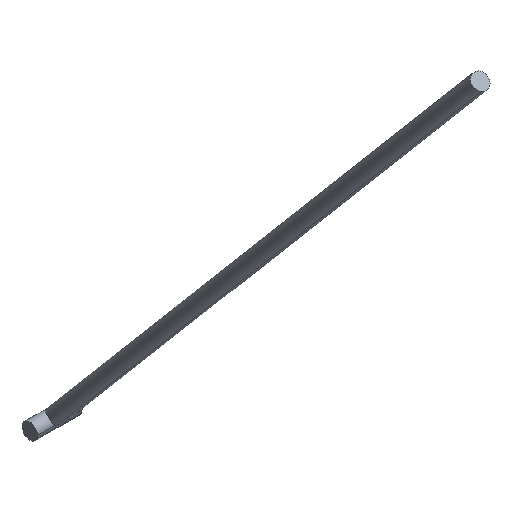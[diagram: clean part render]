
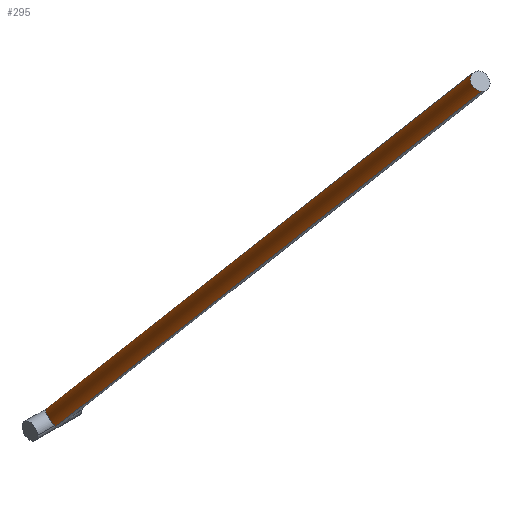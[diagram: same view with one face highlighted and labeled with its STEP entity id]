
A CAD part, isometric view. The second image highlights one B-rep face of the part: STEP entity #295.
In plain terms, the highlighted cylindrical face has radius 70 mm (diameter 140 mm), a partial arc.
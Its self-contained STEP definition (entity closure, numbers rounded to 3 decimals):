
#85=CARTESIAN_POINT('Vertex',(-45.222,9547.777,-3059.129)) ;
#89=CARTESIAN_POINT('Control Point',(0.,9671.209,-3013.907)) ;
#90=CARTESIAN_POINT('Control Point',(-0.586,9670.831,-3013.46)) ;
#91=CARTESIAN_POINT('Control Point',(-1.171,9670.447,-3013.016)) ;
#92=CARTESIAN_POINT('Control Point',(-1.636,9670.139,-3012.669)) ;
#93=CARTESIAN_POINT('Control Point',(-2.443,9669.6,-3012.067)) ;
#94=CARTESIAN_POINT('Control Point',(-3.25,9669.053,-3011.473)) ;
#95=CARTESIAN_POINT('Control Point',(-3.715,9668.737,-3011.133)) ;
#96=CARTESIAN_POINT('Control Point',(-5.276,9667.657,-3010.001)) ;
#97=CARTESIAN_POINT('Control Point',(-6.837,9666.545,-3008.898)) ;
#98=CARTESIAN_POINT('Control Point',(-7.812,9665.837,-3008.22)) ;
#99=CARTESIAN_POINT('Control Point',(-14.757,9660.699,-3003.47)) ;
#100=CARTESIAN_POINT('Control Point',(-21.64,9654.931,-2999.333)) ;
#101=CARTESIAN_POINT('Control Point',(-27.459,9649.534,-2996.278)) ;
#102=CARTESIAN_POINT('Control Point',(-38.231,9638.459,-2991.538)) ;
#103=CARTESIAN_POINT('Control Point',(-48.119,9625.911,-2989.205)) ;
#104=CARTESIAN_POINT('Control Point',(-52.538,9619.65,-2988.714)) ;
#105=CARTESIAN_POINT('Control Point',(-59.148,9608.95,-2989.112)) ;
#106=CARTESIAN_POINT('Control Point',(-64.267,9597.848,-2991.801)) ;
#107=CARTESIAN_POINT('Control Point',(-65.992,9593.491,-2993.23)) ;
#108=CARTESIAN_POINT('Control Point',(-68.519,9585.638,-2996.564)) ;
#109=CARTESIAN_POINT('Control Point',(-69.799,9578.177,-3001.203)) ;
#110=CARTESIAN_POINT('Control Point',(-70.098,9574.945,-3003.547)) ;
#111=CARTESIAN_POINT('Control Point',(-70.119,9568.592,-3008.895)) ;
#112=CARTESIAN_POINT('Control Point',(-68.935,9563.143,-3015.058)) ;
#113=CARTESIAN_POINT('Control Point',(-68.008,9560.604,-3018.421)) ;
#114=CARTESIAN_POINT('Control Point',(-65.101,9555.199,-3026.805)) ;
#115=CARTESIAN_POINT('Control Point',(-60.791,9551.52,-3035.564)) ;
#116=CARTESIAN_POINT('Control Point',(-57.882,9549.941,-3040.712)) ;
#117=CARTESIAN_POINT('Control Point',(-53.607,9548.515,-3047.519)) ;
#118=CARTESIAN_POINT('Control Point',(-48.928,9547.924,-3054.149)) ;
#119=CARTESIAN_POINT('Control Point',(-47.714,9547.826,-3055.824)) ;
#120=CARTESIAN_POINT('Control Point',(-46.478,9547.777,-3057.484)) ;
#121=CARTESIAN_POINT('Control Point',(-45.222,9547.777,-3059.129)) ;
#122=CARTESIAN_POINT('Vertex',(0.,9671.209,-3013.907)) ;
#126=CARTESIAN_POINT('Control Point',(0.,9671.209,-3013.907)) ;
#127=CARTESIAN_POINT('Control Point',(0.584,9670.832,-3013.461)) ;
#128=CARTESIAN_POINT('Control Point',(1.169,9670.449,-3013.018)) ;
#129=CARTESIAN_POINT('Control Point',(1.633,9670.141,-3012.671)) ;
#130=CARTESIAN_POINT('Control Point',(2.443,9669.6,-3012.067)) ;
#131=CARTESIAN_POINT('Control Point',(3.253,9669.051,-3011.472)) ;
#132=CARTESIAN_POINT('Control Point',(3.717,9668.735,-3011.131)) ;
#133=CARTESIAN_POINT('Control Point',(6.656,9666.703,-3009.)) ;
#134=CARTESIAN_POINT('Control Point',(9.589,9664.557,-3006.974)) ;
#135=CARTESIAN_POINT('Control Point',(11.933,9662.765,-3005.42)) ;
#136=CARTESIAN_POINT('Control Point',(17.759,9658.116,-3001.722)) ;
#137=CARTESIAN_POINT('Control Point',(23.508,9653.033,-2998.493)) ;
#138=CARTESIAN_POINT('Control Point',(26.914,9649.834,-2996.738)) ;
#139=CARTESIAN_POINT('Control Point',(30.271,9646.484,-2995.176)) ;
#140=CARTESIAN_POINT('Control Point',(33.56,9642.988,-2993.826)) ;
#141=CARTESIAN_POINT('Vertex',(33.56,9642.988,-2993.826)) ;
#218=CARTESIAN_POINT('Vertex',(-33.56,9549.206,-3073.199)) ;
#222=CARTESIAN_POINT('Control Point',(-33.56,9549.206,-3073.199)) ;
#223=CARTESIAN_POINT('Control Point',(-37.595,9548.282,-3068.694)) ;
#224=CARTESIAN_POINT('Control Point',(-41.51,9547.777,-3063.992)) ;
#225=CARTESIAN_POINT('Control Point',(-45.222,9547.777,-3059.129)) ;
#257=CARTESIAN_POINT('Vertex',(33.56,5818.28,1525.222)) ;
#259=CARTESIAN_POINT('Vertex',(-33.56,5724.498,1445.849)) ;
#262=CARTESIAN_POINT('Axis2P3D Location',(0.,5771.389,1485.536)) ;
#272=CARTESIAN_POINT('Axis2P3D Location',(0.,7694.583,-786.797)) ;
#277=CARTESIAN_POINT('Line Origine',(-33.56,7647.692,-826.483)) ;
#282=CARTESIAN_POINT('Line Origine',(33.56,7741.474,-747.111)) ;
#279=VECTOR('Line Direction',#278,1.) ;
#284=VECTOR('Line Direction',#283,1.) ;
#263=DIRECTION('Axis2P3D Direction',(0.,0.646,-0.763)) ;
#273=DIRECTION('Axis2P3D Direction',(0.,0.646,-0.763)) ;
#274=DIRECTION('Axis2P3D XDirection',(0.479,0.67,0.567)) ;
#278=DIRECTION('Vector Direction',(0.,0.646,-0.763)) ;
#283=DIRECTION('Vector Direction',(0.,0.646,-0.763)) ;
#264=AXIS2_PLACEMENT_3D('Circle Axis2P3D',#262,#263,$) ;
#275=AXIS2_PLACEMENT_3D('Cylinder Axis2P3D',#272,#273,#274) ;
#280=LINE('Line',#277,#279) ;
#285=LINE('Line',#282,#284) ;
#265=CIRCLE('generated circle',#264,70.) ;
#276=CYLINDRICAL_SURFACE('generated cylinder',#275,70.) ;
#124=EDGE_CURVE('',#123,#86,#88,.T.) ;
#143=EDGE_CURVE('',#123,#142,#125,.T.) ;
#226=EDGE_CURVE('',#219,#86,#221,.T.) ;
#266=EDGE_CURVE('',#260,#258,#265,.T.) ;
#281=EDGE_CURVE('',#219,#260,#280,.F.) ;
#286=EDGE_CURVE('',#142,#258,#285,.F.) ;
#288=ORIENTED_EDGE('',*,*,#281,.T.) ;
#289=ORIENTED_EDGE('',*,*,#266,.T.) ;
#290=ORIENTED_EDGE('',*,*,#286,.F.) ;
#291=ORIENTED_EDGE('',*,*,#143,.F.) ;
#292=ORIENTED_EDGE('',*,*,#124,.T.) ;
#293=ORIENTED_EDGE('',*,*,#226,.F.) ;
#287=EDGE_LOOP('',(#288,#289,#290,#291,#292,#293)) ;
#86=VERTEX_POINT('',#85) ;
#123=VERTEX_POINT('',#122) ;
#142=VERTEX_POINT('',#141) ;
#219=VERTEX_POINT('',#218) ;
#258=VERTEX_POINT('',#257) ;
#260=VERTEX_POINT('',#259) ;
#295=ADVANCED_FACE('PartBody',(#294),#276,.T.) ;
#88=B_SPLINE_CURVE_WITH_KNOTS('',5,(#89,#90,#91,#92,#93,#94,#95,#96,#97,#98,#99,#100,#101,#102,#103,#104,#105,#106,#107,#108,#109,#110,#111,#112,#113,#114,#115,#116,#117,#118,#119,#120,#121),.UNSPECIFIED.,.F.,.U.,(6,3,3,3,3,3,3,3,3,3,6),(0.,5.858,11.716,21.49,81.423,135.229,169.603,197.735,228.034,270.909,285.543),.UNSPECIFIED.) ;
#125=B_SPLINE_CURVE_WITH_KNOTS('',5,(#126,#127,#128,#129,#130,#131,#132,#133,#134,#135,#136,#137,#138,#139,#140),.UNSPECIFIED.,.F.,.U.,(6,3,3,3,6),(0.,5.844,11.688,35.256,70.512),.UNSPECIFIED.) ;
#221=B_SPLINE_CURVE_WITH_KNOTS('',3,(#222,#223,#224,#225),.UNSPECIFIED.,.F.,.U.,(4,4),(0.,25.955),.UNSPECIFIED.) ;
#294=FACE_OUTER_BOUND('',#287,.T.) ;
